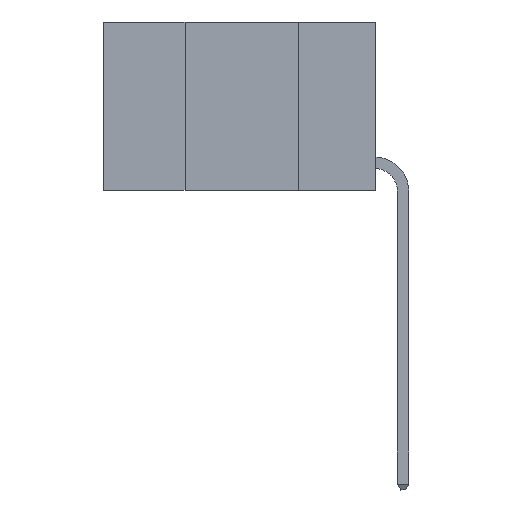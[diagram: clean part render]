
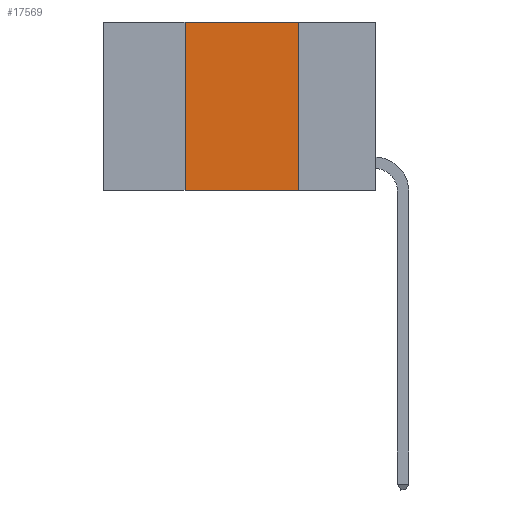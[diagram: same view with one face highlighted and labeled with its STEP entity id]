
A CAD part, left-side view. The second image highlights one B-rep face of the part: STEP entity #17569.
In plain terms, the highlighted planar face has unit normal (-1, 0, 0).
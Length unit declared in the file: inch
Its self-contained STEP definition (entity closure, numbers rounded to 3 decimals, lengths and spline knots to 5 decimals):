
#2053 = CARTESIAN_POINT ( 'NONE',  ( 0., 0.17, 0. ) ) ;
#2281 = DIRECTION ( 'NONE',  ( 1., 0., 0. ) ) ;
#2355 = ORIENTED_EDGE ( 'NONE', *, *, #22583, .F. ) ;
#2477 = ORIENTED_EDGE ( 'NONE', *, *, #8003, .F. ) ;
#2929 = VERTEX_POINT ( 'NONE', #23703 ) ;
#3428 = VECTOR ( 'NONE', #13602, 39.37008 ) ;
#3730 = DIRECTION ( 'NONE',  ( 0., -1., 0. ) ) ;
#3968 = LINE ( 'NONE', #15516, #3428 ) ;
#5504 = DIRECTION ( 'NONE',  ( 0., 0., -1. ) ) ;
#5646 = CARTESIAN_POINT ( 'NONE',  ( 0., 0.6, 0. ) ) ;
#6443 = VECTOR ( 'NONE', #3730, 39.37008 ) ;
#8003 = EDGE_CURVE ( 'NONE', #2929, #25122, #22982, .T. ) ;
#9085 = CARTESIAN_POINT ( 'NONE',  ( 0., 0.6, -0.37 ) ) ;
#9359 = LINE ( 'NONE', #9085, #19821 ) ;
#9834 = EDGE_CURVE ( 'NONE', #15906, #2929, #17054, .T. ) ;
#9889 = VERTEX_POINT ( 'NONE', #13869 ) ;
#12008 = FACE_OUTER_BOUND ( 'NONE', #18936, .T. ) ;
#12264 = PLANE ( 'NONE',  #17399 ) ;
#13080 = CARTESIAN_POINT ( 'NONE',  ( 0., 0.42, 0. ) ) ;
#13602 = DIRECTION ( 'NONE',  ( 0., 0., 1. ) ) ;
#13869 = CARTESIAN_POINT ( 'NONE',  ( 0., 0.42, -0.37 ) ) ;
#14230 = CARTESIAN_POINT ( 'NONE',  ( 0., 0.17, -0.37 ) ) ;
#15248 = VECTOR ( 'NONE', #5504, 39.37008 ) ;
#15516 = CARTESIAN_POINT ( 'NONE',  ( 0., 0.42, 0. ) ) ;
#15833 = EDGE_CURVE ( 'NONE', #9889, #25122, #9359, .T. ) ;
#15906 = VERTEX_POINT ( 'NONE', #13080 ) ;
#17054 = LINE ( 'NONE', #5646, #6443 ) ;
#17399 = AXIS2_PLACEMENT_3D ( 'NONE', #18281, #2281, #22029 ) ;
#17569 = ADVANCED_FACE ( 'NONE', ( #12008 ), #12264, .F. ) ;
#18281 = CARTESIAN_POINT ( 'NONE',  ( 0., 0.6, 0. ) ) ;
#18936 = EDGE_LOOP ( 'NONE', ( #2477, #19114, #2355, #20564 ) ) ;
#19114 = ORIENTED_EDGE ( 'NONE', *, *, #9834, .F. ) ;
#19821 = VECTOR ( 'NONE', #20554, 39.37008 ) ;
#20554 = DIRECTION ( 'NONE',  ( 0., -1., 0. ) ) ;
#20564 = ORIENTED_EDGE ( 'NONE', *, *, #15833, .T. ) ;
#22029 = DIRECTION ( 'NONE',  ( 0., 0., -1. ) ) ;
#22583 = EDGE_CURVE ( 'NONE', #9889, #15906, #3968, .T. ) ;
#22982 = LINE ( 'NONE', #2053, #15248 ) ;
#23703 = CARTESIAN_POINT ( 'NONE',  ( 0., 0.17, 0. ) ) ;
#25122 = VERTEX_POINT ( 'NONE', #14230 ) ;
